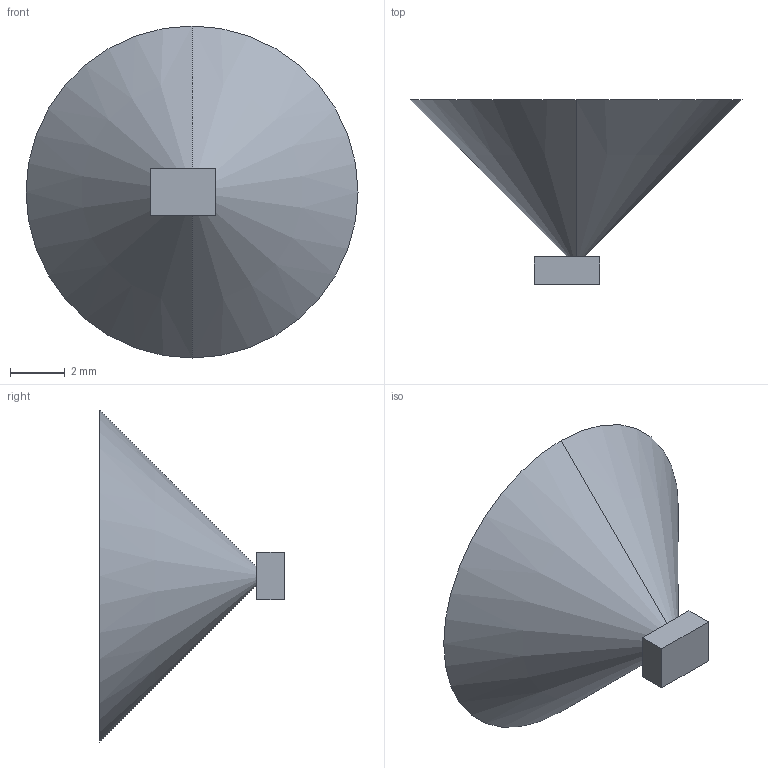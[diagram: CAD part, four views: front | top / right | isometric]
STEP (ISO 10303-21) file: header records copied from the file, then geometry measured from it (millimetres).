
FILE_DESCRIPTION (( 'STEP AP214' ), '1' );
FILE_NAME ('TCS3430_exclusion_r1.STEP', '2023-11-02T01:47:36', ( '' ), ( '' ), 'SwSTEP 2.0', 'SolidWorks 2017', '' );
FILE_SCHEMA (( 'AUTOMOTIVE_DESIGN' ));
Length unit declared in the file: millimetre
Products named in the file (1): TCS3430_exclusion_r1
Bounding box: 12.16 x 6.75 x 12.16 mm (x, y, z)
Volume: 239.5 mm3; surface area: 297.9 mm2
Topology: 2 solids, 2 shells, 15 faces, 30 edges, 19 vertices
Faces by surface type: plane 9, cylinder 4, cone 2
Entity records: 588 total; most frequent: DIRECTION 70, CARTESIAN_POINT 63, ORIENTED_EDGE 56, EDGE_CURVE 28, AXIS2_PLACEMENT_3D 26, UNCERTAINTY_MEASURE_WITH_UNIT 19, VERTEX_POINT 19, LINE 18
